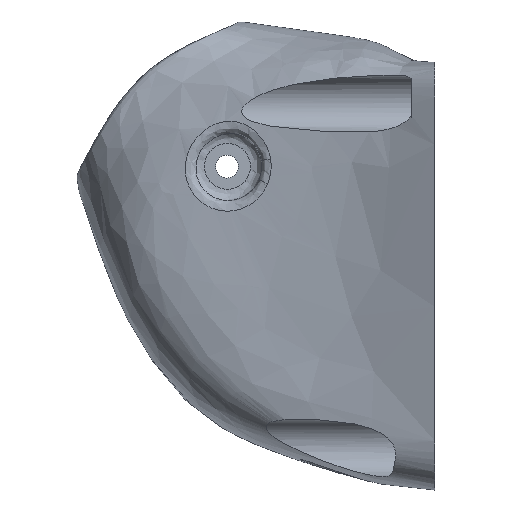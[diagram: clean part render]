
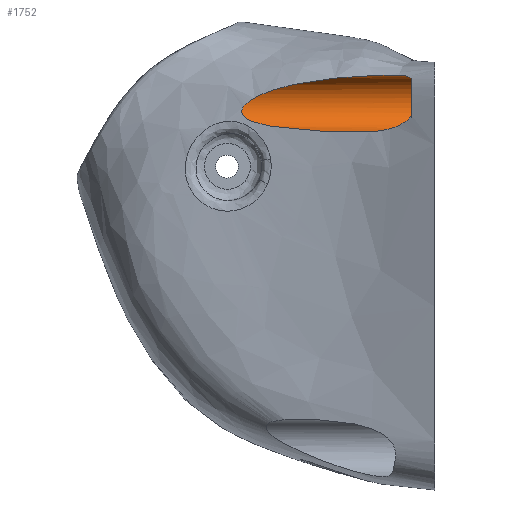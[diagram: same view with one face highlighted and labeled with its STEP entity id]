
A CAD part, left-side view. The second image highlights one B-rep face of the part: STEP entity #1752.
In plain terms, the highlighted cylindrical face has radius 2.5 mm (diameter 5 mm), a partial arc.
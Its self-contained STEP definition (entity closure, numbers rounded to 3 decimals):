
#61=CYLINDRICAL_SURFACE('',#1846,2.5);
#273=FACE_OUTER_BOUND('',#398,.T.);
#398=EDGE_LOOP('',(#1516,#1517));
#461=CIRCLE('',#1847,2.5);
#510=B_SPLINE_CURVE_WITH_KNOTS('',3,(#3832,#3833,#3834,#3835,#3836,#3837,
#3838,#3839,#3840,#3841,#3842,#3843,#3844,#3845,#3846,#3847,#3848,#3849,
#3850,#3851,#3852,#3853,#3854,#3855,#3856,#3857,#3858,#3859,#3860,#3861,
#3862,#3863,#3864,#3865,#3866,#3867,#3868,#3869,#3870,#3871,#3872,#3873,
#3874,#3875,#3876,#3877,#3878,#3879,#3880,#3881,#3882,#3883,#3884,#3885,
#3886,#3887,#3888,#3889,#3890,#3891,#3892,#3893,#3894,#3895,#3896,#3897,
#3898,#3899,#3900,#3901,#3902,#3903,#3904,#3905,#3906,#3907,#3908,#3909,
#3910,#3911,#3912,#3913),.UNSPECIFIED.,.F.,.F.,(4,3,3,3,3,3,3,3,3,3,3,3,
3,3,3,3,3,3,3,3,3,3,3,3,3,3,3,4),(-2.243,-2.081,-2.045,
-2.001,-1.911,-1.739,-1.707,
-1.515,-1.352,-1.268,-1.258,
-1.146,-1.059,-0.986,-0.966,
-0.922,-0.862,-0.856,-0.768,
-0.759,-0.643,-0.486,-0.361,
-0.307,-0.214,-0.14,-0.041,
0.),.UNSPECIFIED.);
#695=VERTEX_POINT('',#3830);
#696=VERTEX_POINT('',#3831);
#883=EDGE_CURVE('',#695,#696,#510,.T.);
#1059=EDGE_CURVE('',#696,#695,#461,.T.);
#1516=ORIENTED_EDGE('',*,*,#883,.F.);
#1517=ORIENTED_EDGE('',*,*,#1059,.F.);
#1752=ADVANCED_FACE('',(#273),#61,.F.);
#1846=AXIS2_PLACEMENT_3D('',#9802,#2051,#2052);
#1847=AXIS2_PLACEMENT_3D('',#9803,#2053,#2054);
#2051=DIRECTION('center_axis',(0.,1.,0.));
#2052=DIRECTION('ref_axis',(1.,0.,0.));
#2053=DIRECTION('center_axis',(0.,1.,0.));
#2054=DIRECTION('ref_axis',(1.,0.,0.));
#3830=CARTESIAN_POINT('',(-17.274,2.,13.96));
#3831=CARTESIAN_POINT('',(-16.194,2.,17.197));
#3832=CARTESIAN_POINT('Ctrl Pts',(-17.274,2.,13.96));
#3833=CARTESIAN_POINT('Ctrl Pts',(-17.143,2.24,13.674));
#3834=CARTESIAN_POINT('Ctrl Pts',(-16.964,2.538,13.427));
#3835=CARTESIAN_POINT('Ctrl Pts',(-16.762,2.884,13.227));
#3836=CARTESIAN_POINT('Ctrl Pts',(-16.717,2.961,13.182));
#3837=CARTESIAN_POINT('Ctrl Pts',(-16.667,3.047,13.136));
#3838=CARTESIAN_POINT('Ctrl Pts',(-16.612,3.144,13.089));
#3839=CARTESIAN_POINT('Ctrl Pts',(-16.545,3.262,13.033));
#3840=CARTESIAN_POINT('Ctrl Pts',(-16.471,3.395,12.976));
#3841=CARTESIAN_POINT('Ctrl Pts',(-16.389,3.549,12.922));
#3842=CARTESIAN_POINT('Ctrl Pts',(-16.222,3.864,12.81));
#3843=CARTESIAN_POINT('Ctrl Pts',(-16.037,4.254,12.72));
#3844=CARTESIAN_POINT('Ctrl Pts',(-15.888,4.609,12.663));
#3845=CARTESIAN_POINT('Ctrl Pts',(-15.605,5.281,12.556));
#3846=CARTESIAN_POINT('Ctrl Pts',(-15.423,5.831,12.528));
#3847=CARTESIAN_POINT('Ctrl Pts',(-15.23,6.455,12.511));
#3848=CARTESIAN_POINT('Ctrl Pts',(-15.193,6.572,12.507));
#3849=CARTESIAN_POINT('Ctrl Pts',(-15.157,6.691,12.505));
#3850=CARTESIAN_POINT('Ctrl Pts',(-15.121,6.81,12.503));
#3851=CARTESIAN_POINT('Ctrl Pts',(-14.909,7.519,12.493));
#3852=CARTESIAN_POINT('Ctrl Pts',(-14.721,8.215,12.511));
#3853=CARTESIAN_POINT('Ctrl Pts',(-14.571,8.875,12.537));
#3854=CARTESIAN_POINT('Ctrl Pts',(-14.444,9.432,12.559));
#3855=CARTESIAN_POINT('Ctrl Pts',(-14.344,9.942,12.584));
#3856=CARTESIAN_POINT('Ctrl Pts',(-14.21,10.66,12.628));
#3857=CARTESIAN_POINT('Ctrl Pts',(-14.141,11.029,12.651));
#3858=CARTESIAN_POINT('Ctrl Pts',(-14.066,11.441,12.679));
#3859=CARTESIAN_POINT('Ctrl Pts',(-13.983,11.873,12.716));
#3860=CARTESIAN_POINT('Ctrl Pts',(-13.973,11.927,12.721));
#3861=CARTESIAN_POINT('Ctrl Pts',(-13.962,11.981,12.726));
#3862=CARTESIAN_POINT('Ctrl Pts',(-13.951,12.035,12.73));
#3863=CARTESIAN_POINT('Ctrl Pts',(-13.837,12.619,12.783));
#3864=CARTESIAN_POINT('Ctrl Pts',(-13.707,13.235,12.854));
#3865=CARTESIAN_POINT('Ctrl Pts',(-13.57,13.832,12.95));
#3866=CARTESIAN_POINT('Ctrl Pts',(-13.463,14.296,13.024));
#3867=CARTESIAN_POINT('Ctrl Pts',(-13.35,14.761,13.112));
#3868=CARTESIAN_POINT('Ctrl Pts',(-13.219,15.243,13.246));
#3869=CARTESIAN_POINT('Ctrl Pts',(-13.108,15.646,13.358));
#3870=CARTESIAN_POINT('Ctrl Pts',(-12.998,16.021,13.482));
#3871=CARTESIAN_POINT('Ctrl Pts',(-12.87,16.352,13.691));
#3872=CARTESIAN_POINT('Ctrl Pts',(-12.835,16.444,13.749));
#3873=CARTESIAN_POINT('Ctrl Pts',(-12.799,16.529,13.812));
#3874=CARTESIAN_POINT('Ctrl Pts',(-12.761,16.603,13.888));
#3875=CARTESIAN_POINT('Ctrl Pts',(-12.68,16.764,14.05));
#3876=CARTESIAN_POINT('Ctrl Pts',(-12.592,16.845,14.29));
#3877=CARTESIAN_POINT('Ctrl Pts',(-12.548,16.769,14.511));
#3878=CARTESIAN_POINT('Ctrl Pts',(-12.488,16.664,14.813));
#3879=CARTESIAN_POINT('Ctrl Pts',(-12.493,16.389,15.041));
#3880=CARTESIAN_POINT('Ctrl Pts',(-12.511,16.119,15.231));
#3881=CARTESIAN_POINT('Ctrl Pts',(-12.513,16.088,15.253));
#3882=CARTESIAN_POINT('Ctrl Pts',(-12.515,16.057,15.274));
#3883=CARTESIAN_POINT('Ctrl Pts',(-12.517,16.026,15.295));
#3884=CARTESIAN_POINT('Ctrl Pts',(-12.549,15.625,15.561));
#3885=CARTESIAN_POINT('Ctrl Pts',(-12.616,15.166,15.777));
#3886=CARTESIAN_POINT('Ctrl Pts',(-12.691,14.713,15.959));
#3887=CARTESIAN_POINT('Ctrl Pts',(-12.698,14.669,15.976));
#3888=CARTESIAN_POINT('Ctrl Pts',(-12.706,14.624,15.994));
#3889=CARTESIAN_POINT('Ctrl Pts',(-12.714,14.58,16.011));
#3890=CARTESIAN_POINT('Ctrl Pts',(-12.818,13.967,16.247));
#3891=CARTESIAN_POINT('Ctrl Pts',(-12.95,13.29,16.447));
#3892=CARTESIAN_POINT('Ctrl Pts',(-13.091,12.57,16.614));
#3893=CARTESIAN_POINT('Ctrl Pts',(-13.28,11.605,16.838));
#3894=CARTESIAN_POINT('Ctrl Pts',(-13.483,10.546,17.002));
#3895=CARTESIAN_POINT('Ctrl Pts',(-13.69,9.516,17.129));
#3896=CARTESIAN_POINT('Ctrl Pts',(-13.855,8.696,17.231));
#3897=CARTESIAN_POINT('Ctrl Pts',(-14.035,7.947,17.313));
#3898=CARTESIAN_POINT('Ctrl Pts',(-14.201,7.126,17.369));
#3899=CARTESIAN_POINT('Ctrl Pts',(-14.273,6.769,17.393));
#3900=CARTESIAN_POINT('Ctrl Pts',(-14.346,6.377,17.414));
#3901=CARTESIAN_POINT('Ctrl Pts',(-14.404,6.027,17.428));
#3902=CARTESIAN_POINT('Ctrl Pts',(-14.504,5.424,17.452));
#3903=CARTESIAN_POINT('Ctrl Pts',(-14.576,4.921,17.468));
#3904=CARTESIAN_POINT('Ctrl Pts',(-14.717,4.357,17.484));
#3905=CARTESIAN_POINT('Ctrl Pts',(-14.828,3.91,17.497));
#3906=CARTESIAN_POINT('Ctrl Pts',(-14.998,3.423,17.507));
#3907=CARTESIAN_POINT('Ctrl Pts',(-15.19,3.083,17.493));
#3908=CARTESIAN_POINT('Ctrl Pts',(-15.446,2.629,17.473));
#3909=CARTESIAN_POINT('Ctrl Pts',(-15.656,2.436,17.426));
#3910=CARTESIAN_POINT('Ctrl Pts',(-15.892,2.233,17.336));
#3911=CARTESIAN_POINT('Ctrl Pts',(-15.99,2.149,17.298));
#3912=CARTESIAN_POINT('Ctrl Pts',(-16.091,2.072,17.252));
#3913=CARTESIAN_POINT('Ctrl Pts',(-16.194,2.,17.197));
#9802=CARTESIAN_POINT('Origin',(-15.,2.,15.));
#9803=CARTESIAN_POINT('Origin',(-15.,2.,15.));
